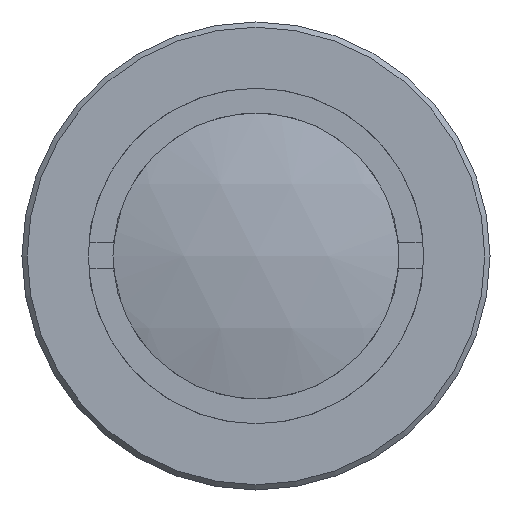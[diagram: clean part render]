
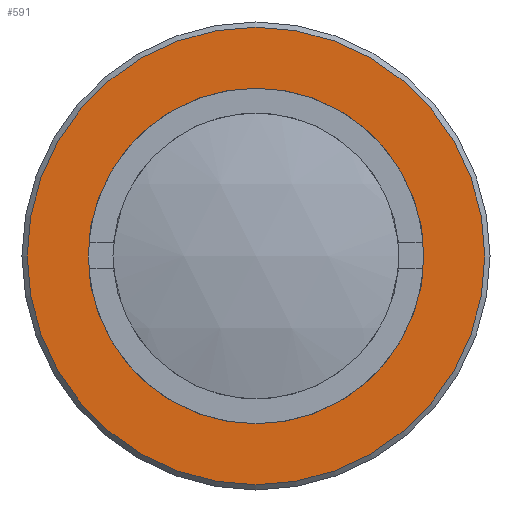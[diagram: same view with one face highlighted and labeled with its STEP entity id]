
A CAD part, front view. The second image highlights one B-rep face of the part: STEP entity #591.
In plain terms, the highlighted planar face has unit normal (0, -1, 0).
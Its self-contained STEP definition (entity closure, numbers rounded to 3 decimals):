
#24=FACE_BOUND('',#111,.T.);
#73=FACE_OUTER_BOUND('',#110,.T.);
#110=EDGE_LOOP('',(#525));
#111=EDGE_LOOP('',(#526));
#233=CIRCLE('',#675,6.453);
#238=CIRCLE('',#684,8.8);
#286=VERTEX_POINT('',#1030);
#291=VERTEX_POINT('',#1047);
#360=EDGE_CURVE('',#286,#286,#233,.T.);
#369=EDGE_CURVE('',#291,#291,#238,.T.);
#525=ORIENTED_EDGE('',*,*,#369,.F.);
#526=ORIENTED_EDGE('',*,*,#360,.T.);
#558=PLANE('',#687);
#591=ADVANCED_FACE('',(#73,#24),#558,.T.);
#675=AXIS2_PLACEMENT_3D('',#1031,#844,#845);
#684=AXIS2_PLACEMENT_3D('',#1049,#866,#867);
#687=AXIS2_PLACEMENT_3D('',#1054,#873,#874);
#844=DIRECTION('center_axis',(0.,1.,0.));
#845=DIRECTION('ref_axis',(1.,0.,0.));
#866=DIRECTION('center_axis',(0.,1.,0.));
#867=DIRECTION('ref_axis',(0.,0.,-1.));
#873=DIRECTION('center_axis',(0.,-1.,0.));
#874=DIRECTION('ref_axis',(0.,0.,-1.));
#1030=CARTESIAN_POINT('',(-6.453,0.,0.));
#1031=CARTESIAN_POINT('Origin',(0.,0.,0.));
#1047=CARTESIAN_POINT('',(0.,0.,8.8));
#1049=CARTESIAN_POINT('Origin',(0.,0.,0.));
#1054=CARTESIAN_POINT('Origin',(0.,0.,9.));
